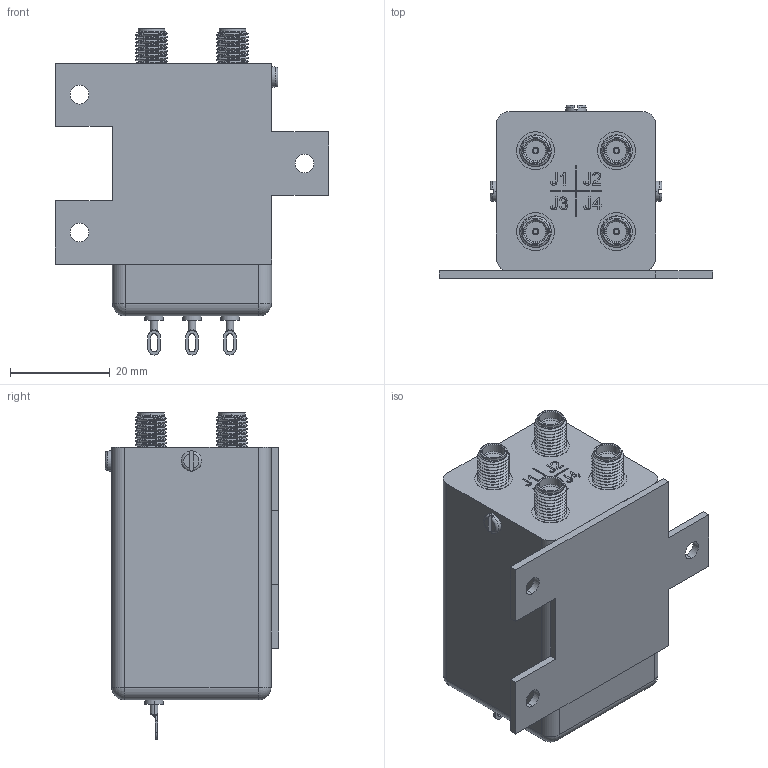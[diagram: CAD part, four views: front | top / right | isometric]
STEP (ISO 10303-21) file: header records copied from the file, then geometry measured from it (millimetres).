
FILE_DESCRIPTION (( 'STEP AP214' ), '1' );
FILE_NAME ('FMSW6448.step', '2021-02-25T21:29:37', ( '' ), ( '' ), 'SwSTEP 2.0', 'SolidWorks 2018', '' );
FILE_SCHEMA (( 'AUTOMOTIVE_DESIGN' ));
Length unit declared in the file: inch
Products named in the file (1): FMSW6448
Bounding box: 54.86 x 34.8 x 65.53 mm (x, y, z)
Volume: 54900.4 mm3; surface area: 13165 mm2
Topology: 2 solids, 2 shells, 767 faces, 2064 edges, 1353 vertices
Faces by surface type: plane 386, cylinder 176, bspline 155, cone 40, torus 6, sphere 4
Entity records: 35228 total; most frequent: CARTESIAN_POINT 17366, ORIENTED_EDGE 4108, DIRECTION 3055, EDGE_CURVE 2054, VERTEX_POINT 1353, VECTOR 1227, LINE 1227, AXIS2_PLACEMENT_3D 914
